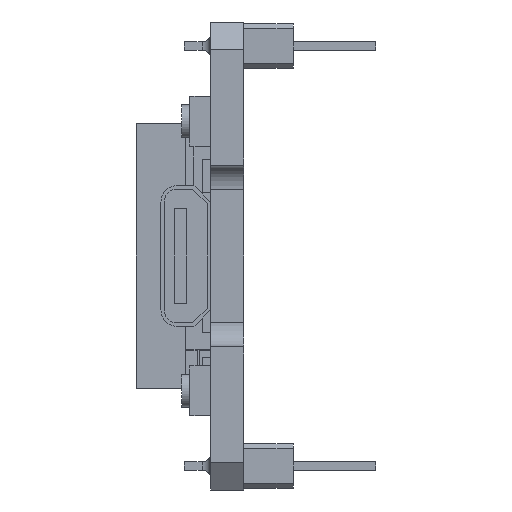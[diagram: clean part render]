
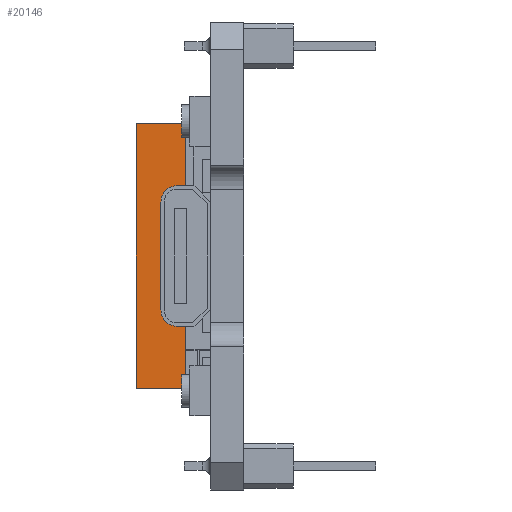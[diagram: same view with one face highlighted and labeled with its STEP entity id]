
A CAD part, left-side view. The second image highlights one B-rep face of the part: STEP entity #20146.
In plain terms, the highlighted planar face has unit normal (-1, 0, 0).
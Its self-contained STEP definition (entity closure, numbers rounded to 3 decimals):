
#549=FACE_OUTER_BOUND('',#1694,.T.);
#1694=EDGE_LOOP('',(#13807,#13808,#13809,#13810));
#2760=LINE('',#27610,#5362);
#3805=LINE('',#29687,#6407);
#3806=LINE('',#29689,#6408);
#3807=LINE('',#29690,#6409);
#5362=VECTOR('',#22457,16.);
#6407=VECTOR('',#23722,3.);
#6408=VECTOR('',#23723,16.);
#6409=VECTOR('',#23724,3.);
#7964=VERTEX_POINT('',#27607);
#7965=VERTEX_POINT('',#27609);
#8887=VERTEX_POINT('',#29686);
#8888=VERTEX_POINT('',#29688);
#9770=EDGE_CURVE('',#7965,#7964,#2760,.T.);
#10838=EDGE_CURVE('',#8887,#7964,#3805,.T.);
#10839=EDGE_CURVE('',#8888,#8887,#3806,.T.);
#10840=EDGE_CURVE('',#8888,#7965,#3807,.T.);
#13807=ORIENTED_EDGE('',*,*,#9770,.T.);
#13808=ORIENTED_EDGE('',*,*,#10838,.F.);
#13809=ORIENTED_EDGE('',*,*,#10839,.F.);
#13810=ORIENTED_EDGE('',*,*,#10840,.T.);
#18164=PLANE('',#21265);
#20146=ADVANCED_FACE('',(#549),#18164,.F.);
#21265=AXIS2_PLACEMENT_3D('',#29685,#23720,#23721);
#22457=DIRECTION('',(0.,0.,1.));
#23720=DIRECTION('center_axis',(1.,0.,0.));
#23721=DIRECTION('ref_axis',(0.,0.,-1.));
#23722=DIRECTION('',(0.,-1.,0.));
#23723=DIRECTION('',(0.,0.,1.));
#23724=DIRECTION('',(0.,-1.,0.));
#27607=CARTESIAN_POINT('',(-0.25,3.5,8.));
#27609=CARTESIAN_POINT('',(-0.25,3.5,-8.));
#27610=CARTESIAN_POINT('',(-0.25,3.5,-8.));
#29685=CARTESIAN_POINT('Origin',(-0.25,6.5,-8.));
#29686=CARTESIAN_POINT('',(-0.25,6.5,8.));
#29687=CARTESIAN_POINT('',(-0.25,6.5,8.));
#29688=CARTESIAN_POINT('',(-0.25,6.5,-8.));
#29689=CARTESIAN_POINT('',(-0.25,6.5,-8.));
#29690=CARTESIAN_POINT('',(-0.25,6.5,-8.));
